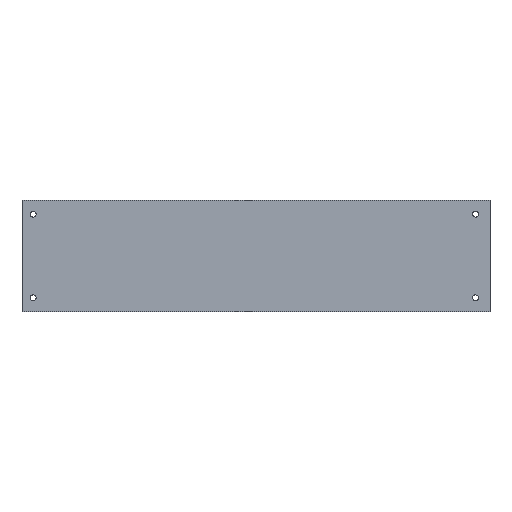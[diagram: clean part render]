
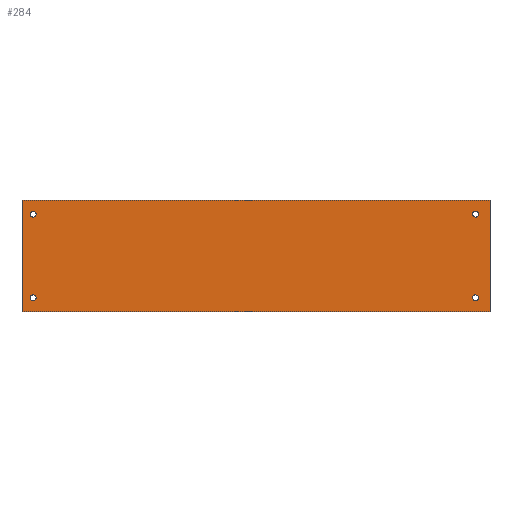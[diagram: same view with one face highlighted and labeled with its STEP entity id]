
A CAD part, top view. The second image highlights one B-rep face of the part: STEP entity #284.
In plain terms, the highlighted planar face has unit normal (0, 0, 1).
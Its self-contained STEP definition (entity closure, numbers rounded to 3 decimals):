
#39=AXIS2_PLACEMENT_3D('Circle Axis2P3D',#37,#38,$) ;
#74=AXIS2_PLACEMENT_3D('Circle Axis2P3D',#72,#73,$) ;
#190=AXIS2_PLACEMENT_3D('Plane Axis2P3D',#187,#188,#189) ;
#232=AXIS2_PLACEMENT_3D('Circle Axis2P3D',#230,#231,$) ;
#241=AXIS2_PLACEMENT_3D('Circle Axis2P3D',#239,#240,$) ;
#250=AXIS2_PLACEMENT_3D('Circle Axis2P3D',#248,#249,$) ;
#259=AXIS2_PLACEMENT_3D('Circle Axis2P3D',#257,#258,$) ;
#268=AXIS2_PLACEMENT_3D('Circle Axis2P3D',#266,#267,$) ;
#277=AXIS2_PLACEMENT_3D('Circle Axis2P3D',#275,#276,$) ;
#37=CARTESIAN_POINT('Axis2P3D Location',(-778.,23.,-6.)) ;
#41=CARTESIAN_POINT('Vertex',(-773.393,20.483,-6.)) ;
#43=CARTESIAN_POINT('Vertex',(-782.607,25.517,-6.)) ;
#72=CARTESIAN_POINT('Axis2P3D Location',(-778.,23.,-6.)) ;
#187=CARTESIAN_POINT('Axis2P3D Location',(-318.,98.,-6.)) ;
#192=CARTESIAN_POINT('Line Origine',(-798.,98.,-6.)) ;
#196=CARTESIAN_POINT('Vertex',(-798.,198.,-6.)) ;
#198=CARTESIAN_POINT('Vertex',(-798.,-2.,-6.)) ;
#201=CARTESIAN_POINT('Line Origine',(-378.,-2.,-6.)) ;
#205=CARTESIAN_POINT('Vertex',(42.,-2.,-6.)) ;
#208=CARTESIAN_POINT('Line Origine',(42.,98.,-6.)) ;
#212=CARTESIAN_POINT('Vertex',(42.,198.,-6.)) ;
#215=CARTESIAN_POINT('Line Origine',(-378.,198.,-6.)) ;
#230=CARTESIAN_POINT('Axis2P3D Location',(-778.,173.,-6.)) ;
#234=CARTESIAN_POINT('Vertex',(-782.607,175.517,-6.)) ;
#236=CARTESIAN_POINT('Vertex',(-773.393,170.483,-6.)) ;
#239=CARTESIAN_POINT('Axis2P3D Location',(-778.,173.,-6.)) ;
#248=CARTESIAN_POINT('Axis2P3D Location',(16.,23.,-6.)) ;
#252=CARTESIAN_POINT('Vertex',(11.393,25.517,-6.)) ;
#254=CARTESIAN_POINT('Vertex',(20.607,20.483,-6.)) ;
#257=CARTESIAN_POINT('Axis2P3D Location',(16.,23.,-6.)) ;
#266=CARTESIAN_POINT('Axis2P3D Location',(16.,173.,-6.)) ;
#270=CARTESIAN_POINT('Vertex',(11.393,175.517,-6.)) ;
#272=CARTESIAN_POINT('Vertex',(20.607,170.483,-6.)) ;
#275=CARTESIAN_POINT('Axis2P3D Location',(16.,173.,-6.)) ;
#38=DIRECTION('Axis2P3D Direction',(0.,0.,-1.)) ;
#73=DIRECTION('Axis2P3D Direction',(0.,0.,-1.)) ;
#188=DIRECTION('Axis2P3D Direction',(0.,0.,1.)) ;
#189=DIRECTION('Axis2P3D XDirection',(1.,0.,0.)) ;
#193=DIRECTION('Vector Direction',(0.,-1.,0.)) ;
#202=DIRECTION('Vector Direction',(-1.,0.,0.)) ;
#209=DIRECTION('Vector Direction',(0.,1.,0.)) ;
#216=DIRECTION('Vector Direction',(1.,0.,0.)) ;
#231=DIRECTION('Axis2P3D Direction',(0.,0.,1.)) ;
#240=DIRECTION('Axis2P3D Direction',(0.,0.,1.)) ;
#249=DIRECTION('Axis2P3D Direction',(0.,0.,1.)) ;
#258=DIRECTION('Axis2P3D Direction',(0.,0.,1.)) ;
#267=DIRECTION('Axis2P3D Direction',(0.,0.,1.)) ;
#276=DIRECTION('Axis2P3D Direction',(0.,0.,1.)) ;
#194=VECTOR('Line Direction',#193,1.) ;
#203=VECTOR('Line Direction',#202,1.) ;
#210=VECTOR('Line Direction',#209,1.) ;
#217=VECTOR('Line Direction',#216,1.) ;
#221=ORIENTED_EDGE('',*,*,#200,.T.) ;
#222=ORIENTED_EDGE('',*,*,#207,.T.) ;
#223=ORIENTED_EDGE('',*,*,#214,.T.) ;
#224=ORIENTED_EDGE('',*,*,#219,.T.) ;
#227=ORIENTED_EDGE('',*,*,#76,.F.) ;
#228=ORIENTED_EDGE('',*,*,#45,.F.) ;
#245=ORIENTED_EDGE('',*,*,#238,.F.) ;
#246=ORIENTED_EDGE('',*,*,#243,.F.) ;
#263=ORIENTED_EDGE('',*,*,#256,.F.) ;
#264=ORIENTED_EDGE('',*,*,#261,.F.) ;
#281=ORIENTED_EDGE('',*,*,#274,.F.) ;
#282=ORIENTED_EDGE('',*,*,#279,.F.) ;
#229=FACE_BOUND('',#226,.T.) ;
#247=FACE_BOUND('',#244,.T.) ;
#265=FACE_BOUND('',#262,.T.) ;
#283=FACE_BOUND('',#280,.T.) ;
#284=ADVANCED_FACE('E6.2_III_F_FLOOR_FIXING_EXTERNAL',(#225,#229,#247,#265,#283),#191,.T.) ;
#40=CIRCLE('generated circle',#39,5.25) ;
#75=CIRCLE('generated circle',#74,5.25) ;
#233=CIRCLE('generated circle',#232,5.25) ;
#242=CIRCLE('generated circle',#241,5.25) ;
#251=CIRCLE('generated circle',#250,5.25) ;
#260=CIRCLE('generated circle',#259,5.25) ;
#269=CIRCLE('generated circle',#268,5.25) ;
#278=CIRCLE('generated circle',#277,5.25) ;
#45=EDGE_CURVE('',#42,#44,#40,.F.) ;
#76=EDGE_CURVE('',#44,#42,#75,.F.) ;
#200=EDGE_CURVE('',#197,#199,#195,.T.) ;
#207=EDGE_CURVE('',#199,#206,#204,.F.) ;
#214=EDGE_CURVE('',#206,#213,#211,.T.) ;
#219=EDGE_CURVE('',#213,#197,#218,.F.) ;
#238=EDGE_CURVE('',#235,#237,#233,.T.) ;
#243=EDGE_CURVE('',#237,#235,#242,.T.) ;
#256=EDGE_CURVE('',#253,#255,#251,.T.) ;
#261=EDGE_CURVE('',#255,#253,#260,.T.) ;
#274=EDGE_CURVE('',#271,#273,#269,.T.) ;
#279=EDGE_CURVE('',#273,#271,#278,.T.) ;
#220=EDGE_LOOP('',(#221,#222,#223,#224)) ;
#226=EDGE_LOOP('',(#227,#228)) ;
#244=EDGE_LOOP('',(#245,#246)) ;
#262=EDGE_LOOP('',(#263,#264)) ;
#280=EDGE_LOOP('',(#281,#282)) ;
#225=FACE_OUTER_BOUND('',#220,.T.) ;
#195=LINE('Line',#192,#194) ;
#204=LINE('Line',#201,#203) ;
#211=LINE('Line',#208,#210) ;
#218=LINE('Line',#215,#217) ;
#191=PLANE('',#190) ;
#42=VERTEX_POINT('',#41) ;
#44=VERTEX_POINT('',#43) ;
#197=VERTEX_POINT('',#196) ;
#199=VERTEX_POINT('',#198) ;
#206=VERTEX_POINT('',#205) ;
#213=VERTEX_POINT('',#212) ;
#235=VERTEX_POINT('',#234) ;
#237=VERTEX_POINT('',#236) ;
#253=VERTEX_POINT('',#252) ;
#255=VERTEX_POINT('',#254) ;
#271=VERTEX_POINT('',#270) ;
#273=VERTEX_POINT('',#272) ;
